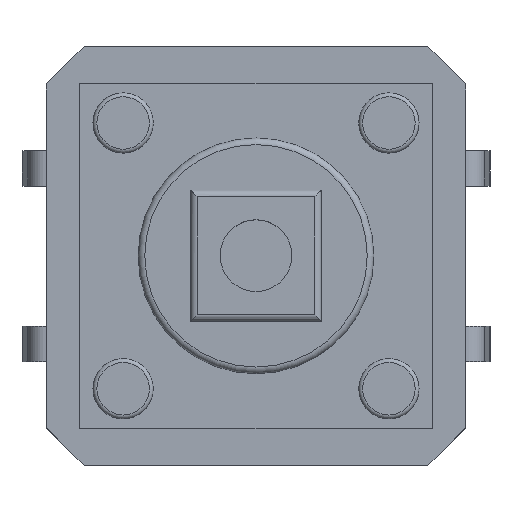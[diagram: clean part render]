
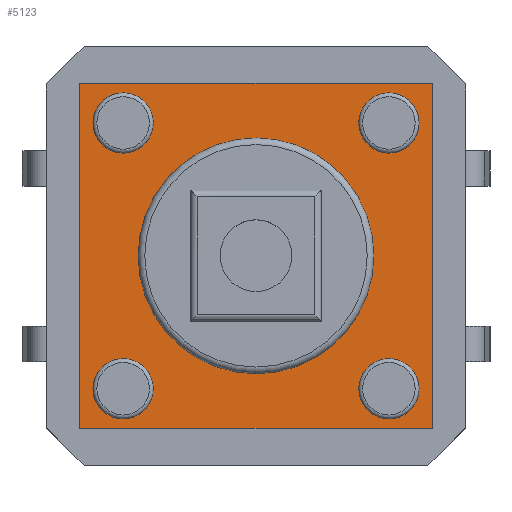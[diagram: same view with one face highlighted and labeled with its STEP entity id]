
A CAD part, top view. The second image highlights one B-rep face of the part: STEP entity #5123.
In plain terms, the highlighted planar face has unit normal (0, 0, 1).
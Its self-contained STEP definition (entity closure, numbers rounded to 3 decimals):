
#62=CIRCLE('',#5413,3.378);
#65=CIRCLE('',#5416,3.378);
#98=CIRCLE('',#5497,0.864);
#99=CIRCLE('',#5498,0.864);
#100=CIRCLE('',#5499,0.864);
#101=CIRCLE('',#5500,0.864);
#102=CIRCLE('',#5501,0.864);
#103=CIRCLE('',#5502,0.864);
#104=CIRCLE('',#5503,0.864);
#105=CIRCLE('',#5504,0.864);
#273=FACE_BOUND('',#975,.T.);
#274=FACE_BOUND('',#976,.T.);
#275=FACE_BOUND('',#977,.T.);
#276=FACE_BOUND('',#978,.T.);
#277=FACE_BOUND('',#979,.T.);
#661=FACE_OUTER_BOUND('',#974,.T.);
#974=EDGE_LOOP('',(#4460,#4461,#4462,#4463));
#975=EDGE_LOOP('',(#4464,#4465));
#976=EDGE_LOOP('',(#4466,#4467));
#977=EDGE_LOOP('',(#4468,#4469));
#978=EDGE_LOOP('',(#4470,#4471));
#979=EDGE_LOOP('',(#4472,#4473));
#1547=LINE('',#9458,#2087);
#1549=LINE('',#9462,#2089);
#1551=LINE('',#9466,#2091);
#1553=LINE('',#9469,#2093);
#2087=VECTOR('',#6591,1000.);
#2089=VECTOR('',#6595,1000.);
#2091=VECTOR('',#6599,1000.);
#2093=VECTOR('',#6603,1000.);
#2415=VERTEX_POINT('',#9112);
#2416=VERTEX_POINT('',#9113);
#2539=VERTEX_POINT('',#9455);
#2540=VERTEX_POINT('',#9457);
#2541=VERTEX_POINT('',#9461);
#2542=VERTEX_POINT('',#9465);
#2543=VERTEX_POINT('',#9471);
#2544=VERTEX_POINT('',#9472);
#2545=VERTEX_POINT('',#9475);
#2546=VERTEX_POINT('',#9476);
#2547=VERTEX_POINT('',#9479);
#2548=VERTEX_POINT('',#9480);
#2549=VERTEX_POINT('',#9483);
#2550=VERTEX_POINT('',#9484);
#3033=EDGE_CURVE('',#2415,#2416,#62,.F.);
#3037=EDGE_CURVE('',#2416,#2415,#65,.F.);
#3209=EDGE_CURVE('',#2539,#2540,#1547,.T.);
#3211=EDGE_CURVE('',#2540,#2541,#1549,.T.);
#3213=EDGE_CURVE('',#2541,#2542,#1551,.T.);
#3215=EDGE_CURVE('',#2542,#2539,#1553,.T.);
#3216=EDGE_CURVE('',#2543,#2544,#98,.F.);
#3217=EDGE_CURVE('',#2544,#2543,#99,.F.);
#3218=EDGE_CURVE('',#2545,#2546,#100,.F.);
#3219=EDGE_CURVE('',#2546,#2545,#101,.F.);
#3220=EDGE_CURVE('',#2547,#2548,#102,.F.);
#3221=EDGE_CURVE('',#2548,#2547,#103,.F.);
#3222=EDGE_CURVE('',#2549,#2550,#104,.F.);
#3223=EDGE_CURVE('',#2550,#2549,#105,.F.);
#4460=ORIENTED_EDGE('',*,*,#3209,.F.);
#4461=ORIENTED_EDGE('',*,*,#3215,.F.);
#4462=ORIENTED_EDGE('',*,*,#3213,.F.);
#4463=ORIENTED_EDGE('',*,*,#3211,.F.);
#4464=ORIENTED_EDGE('',*,*,#3216,.F.);
#4465=ORIENTED_EDGE('',*,*,#3217,.F.);
#4466=ORIENTED_EDGE('',*,*,#3218,.F.);
#4467=ORIENTED_EDGE('',*,*,#3219,.F.);
#4468=ORIENTED_EDGE('',*,*,#3220,.F.);
#4469=ORIENTED_EDGE('',*,*,#3221,.F.);
#4470=ORIENTED_EDGE('',*,*,#3222,.F.);
#4471=ORIENTED_EDGE('',*,*,#3223,.F.);
#4472=ORIENTED_EDGE('',*,*,#3033,.F.);
#4473=ORIENTED_EDGE('',*,*,#3037,.F.);
#4867=PLANE('',#5496);
#5123=ADVANCED_FACE('',(#661,#273,#274,#275,#276,#277),#4867,.F.);
#5413=AXIS2_PLACEMENT_3D('',#9114,#6291,#6292);
#5416=AXIS2_PLACEMENT_3D('',#9120,#6298,#6299);
#5496=AXIS2_PLACEMENT_3D('',#9470,#6604,#6605);
#5497=AXIS2_PLACEMENT_3D('',#9473,#6606,#6607);
#5498=AXIS2_PLACEMENT_3D('',#9474,#6608,#6609);
#5499=AXIS2_PLACEMENT_3D('',#9477,#6610,#6611);
#5500=AXIS2_PLACEMENT_3D('',#9478,#6612,#6613);
#5501=AXIS2_PLACEMENT_3D('',#9481,#6614,#6615);
#5502=AXIS2_PLACEMENT_3D('',#9482,#6616,#6617);
#5503=AXIS2_PLACEMENT_3D('',#9485,#6618,#6619);
#5504=AXIS2_PLACEMENT_3D('',#9486,#6620,#6621);
#6291=DIRECTION('center_axis',(0.,0.,-1.));
#6292=DIRECTION('ref_axis',(-1.,0.,0.));
#6298=DIRECTION('center_axis',(0.,0.,-1.));
#6299=DIRECTION('ref_axis',(-1.,0.,0.));
#6591=DIRECTION('',(0.,1.,0.));
#6595=DIRECTION('',(1.,0.,0.));
#6599=DIRECTION('',(0.,-1.,0.));
#6603=DIRECTION('',(-1.,0.,0.));
#6604=DIRECTION('center_axis',(0.,0.,-1.));
#6605=DIRECTION('ref_axis',(-1.,0.,0.));
#6606=DIRECTION('center_axis',(0.,0.,-1.));
#6607=DIRECTION('ref_axis',(-1.,0.,0.));
#6608=DIRECTION('center_axis',(0.,0.,-1.));
#6609=DIRECTION('ref_axis',(-1.,0.,0.));
#6610=DIRECTION('center_axis',(0.,0.,-1.));
#6611=DIRECTION('ref_axis',(-1.,0.,0.));
#6612=DIRECTION('center_axis',(0.,0.,-1.));
#6613=DIRECTION('ref_axis',(-1.,0.,0.));
#6614=DIRECTION('center_axis',(0.,0.,-1.));
#6615=DIRECTION('ref_axis',(-1.,0.,0.));
#6616=DIRECTION('center_axis',(0.,0.,-1.));
#6617=DIRECTION('ref_axis',(-1.,0.,0.));
#6618=DIRECTION('center_axis',(0.,0.,-1.));
#6619=DIRECTION('ref_axis',(-1.,0.,0.));
#6620=DIRECTION('center_axis',(0.,0.,-1.));
#6621=DIRECTION('ref_axis',(-1.,0.,0.));
#9112=CARTESIAN_POINT('',(-3.378,0.,3.632));
#9113=CARTESIAN_POINT('',(3.378,0.,3.632));
#9114=CARTESIAN_POINT('Origin',(0.,0.,3.632));
#9120=CARTESIAN_POINT('Origin',(0.,0.,3.632));
#9455=CARTESIAN_POINT('',(-5.06,-4.947,3.632));
#9457=CARTESIAN_POINT('',(-5.06,4.947,3.632));
#9458=CARTESIAN_POINT('',(-5.06,-4.947,3.632));
#9461=CARTESIAN_POINT('',(5.06,4.947,3.632));
#9462=CARTESIAN_POINT('',(-5.06,4.947,3.632));
#9465=CARTESIAN_POINT('',(5.06,-4.947,3.632));
#9466=CARTESIAN_POINT('',(5.06,4.947,3.632));
#9469=CARTESIAN_POINT('',(5.06,-4.947,3.632));
#9470=CARTESIAN_POINT('Origin',(0.,0.,3.632));
#9471=CARTESIAN_POINT('',(-4.674,3.81,3.632));
#9472=CARTESIAN_POINT('',(-2.946,3.81,3.632));
#9473=CARTESIAN_POINT('Origin',(-3.81,3.81,3.632));
#9474=CARTESIAN_POINT('Origin',(-3.81,3.81,3.632));
#9475=CARTESIAN_POINT('',(2.946,3.81,3.632));
#9476=CARTESIAN_POINT('',(4.674,3.81,3.632));
#9477=CARTESIAN_POINT('Origin',(3.81,3.81,3.632));
#9478=CARTESIAN_POINT('Origin',(3.81,3.81,3.632));
#9479=CARTESIAN_POINT('',(2.946,-3.81,3.632));
#9480=CARTESIAN_POINT('',(4.674,-3.81,3.632));
#9481=CARTESIAN_POINT('Origin',(3.81,-3.81,3.632));
#9482=CARTESIAN_POINT('Origin',(3.81,-3.81,3.632));
#9483=CARTESIAN_POINT('',(-4.674,-3.81,3.632));
#9484=CARTESIAN_POINT('',(-2.946,-3.81,3.632));
#9485=CARTESIAN_POINT('Origin',(-3.81,-3.81,3.632));
#9486=CARTESIAN_POINT('Origin',(-3.81,-3.81,3.632));
